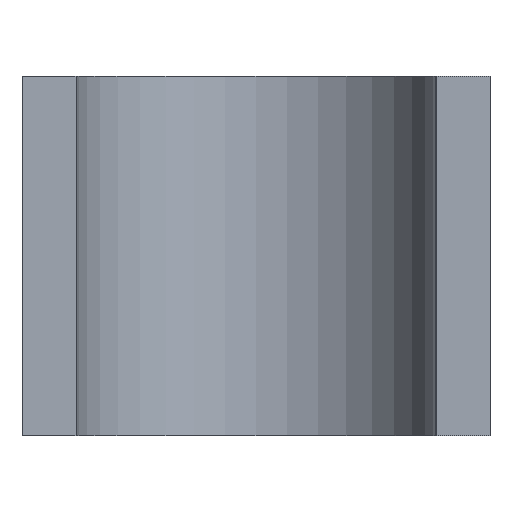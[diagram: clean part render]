
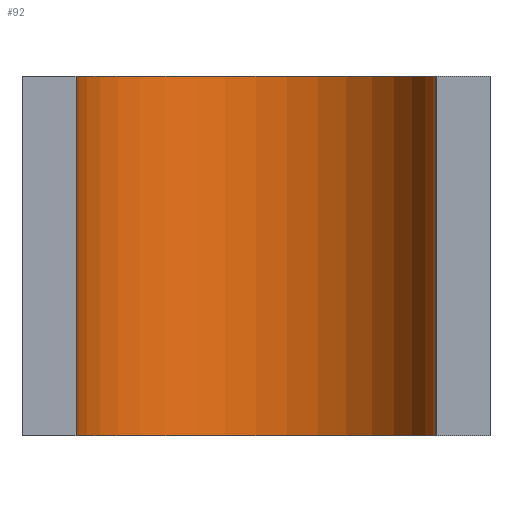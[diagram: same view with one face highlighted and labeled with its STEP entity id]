
A CAD part, front view. The second image highlights one B-rep face of the part: STEP entity #92.
In plain terms, the highlighted cylindrical face has radius 10 mm (diameter 20 mm), a partial arc.
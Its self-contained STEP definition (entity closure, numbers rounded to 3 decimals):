
#2 = DIRECTION ( 'NONE',  ( -1., 0., 0. ) ) ;
#9 = CARTESIAN_POINT ( 'NONE',  ( -10., 0., 20. ) ) ;
#27 = VERTEX_POINT ( 'NONE', #286 ) ;
#30 = CARTESIAN_POINT ( 'NONE',  ( 0., 0., 0. ) ) ;
#37 = CIRCLE ( 'NONE', #100, 10. ) ;
#50 = DIRECTION ( 'NONE',  ( 0., 0., -1. ) ) ;
#71 = ORIENTED_EDGE ( 'NONE', *, *, #258, .F. ) ;
#76 = AXIS2_PLACEMENT_3D ( 'NONE', #230, #269, #2 ) ;
#85 = VECTOR ( 'NONE', #125, 1000. ) ;
#92 = ADVANCED_FACE ( 'NONE', ( #224 ), #264, .F. ) ;
#100 = AXIS2_PLACEMENT_3D ( 'NONE', #30, #196, #361 ) ;
#125 = DIRECTION ( 'NONE',  ( 0., 0., -1. ) ) ;
#179 = ORIENTED_EDGE ( 'NONE', *, *, #276, .T. ) ;
#192 = ORIENTED_EDGE ( 'NONE', *, *, #481, .F. ) ;
#196 = DIRECTION ( 'NONE',  ( 0., 0., -1. ) ) ;
#200 = LINE ( 'NONE', #211, #236 ) ;
#211 = CARTESIAN_POINT ( 'NONE',  ( 10., 0., 20. ) ) ;
#220 = EDGE_LOOP ( 'NONE', ( #179, #192, #71, #437 ) ) ;
#224 = FACE_OUTER_BOUND ( 'NONE', #220, .T. ) ;
#230 = CARTESIAN_POINT ( 'NONE',  ( 0., 0., 20. ) ) ;
#236 = VECTOR ( 'NONE', #50, 1000. ) ;
#250 = AXIS2_PLACEMENT_3D ( 'NONE', #496, #433, #331 ) ;
#258 = EDGE_CURVE ( 'NONE', #395, #27, #333, .T. ) ;
#264 = CYLINDRICAL_SURFACE ( 'NONE', #250, 10. ) ;
#269 = DIRECTION ( 'NONE',  ( 0., 0., -1. ) ) ;
#276 = EDGE_CURVE ( 'NONE', #512, #291, #37, .T. ) ;
#286 = CARTESIAN_POINT ( 'NONE',  ( 10., 0., 20. ) ) ;
#291 = VERTEX_POINT ( 'NONE', #519 ) ;
#331 = DIRECTION ( 'NONE',  ( -1., 0., 0. ) ) ;
#333 = CIRCLE ( 'NONE', #76, 10. ) ;
#361 = DIRECTION ( 'NONE',  ( -1., 0., 0. ) ) ;
#368 = CARTESIAN_POINT ( 'NONE',  ( -10., 0., 20. ) ) ;
#395 = VERTEX_POINT ( 'NONE', #368 ) ;
#433 = DIRECTION ( 'NONE',  ( 0., 0., -1. ) ) ;
#437 = ORIENTED_EDGE ( 'NONE', *, *, #453, .T. ) ;
#448 = CARTESIAN_POINT ( 'NONE',  ( -10., 0., 0. ) ) ;
#453 = EDGE_CURVE ( 'NONE', #395, #512, #456, .T. ) ;
#456 = LINE ( 'NONE', #9, #85 ) ;
#481 = EDGE_CURVE ( 'NONE', #27, #291, #200, .T. ) ;
#496 = CARTESIAN_POINT ( 'NONE',  ( 0., 0., 20. ) ) ;
#512 = VERTEX_POINT ( 'NONE', #448 ) ;
#519 = CARTESIAN_POINT ( 'NONE',  ( 10., 0., 0. ) ) ;
